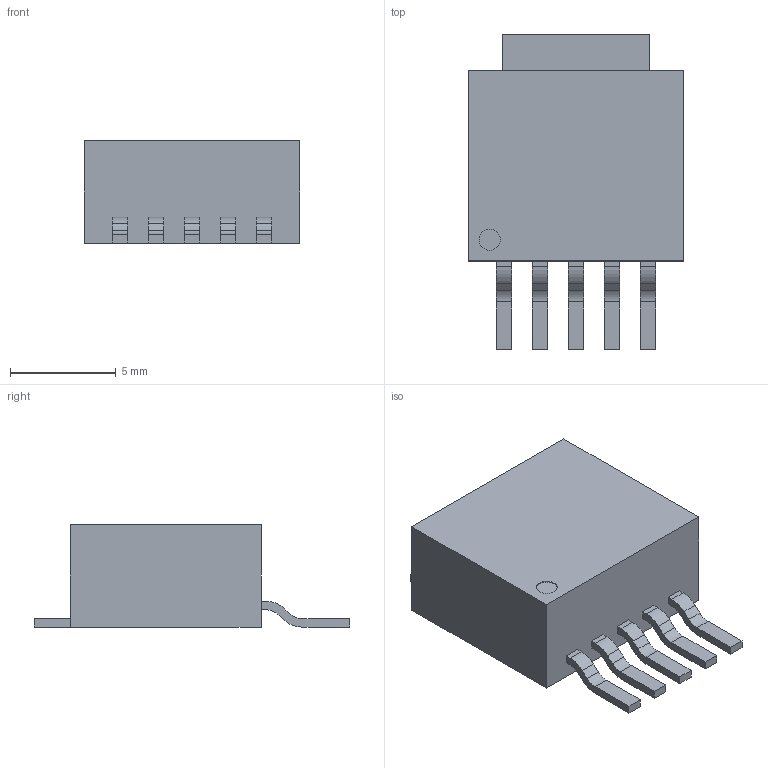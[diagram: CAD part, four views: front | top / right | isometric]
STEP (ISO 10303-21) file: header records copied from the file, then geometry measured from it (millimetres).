
FILE_DESCRIPTION (( 'STEP AP214' ), '1' );
FILE_NAME ( 'DPAK6P170_1491X482L226X75T711X698.STEP', '2019-08-12T08:56:40', ( '' ), ( '' ), 'Part was generated with the free Library Expert Lite available at www.PCBLibraries.com. Removing line will violate the End User License Agreement.', '©2017 PCB Libraries, Inc.', '' );
FILE_SCHEMA (( 'AUTOMOTIVE_DESIGN' ));
Length unit declared in the file: millimetre
Products named in the file (1): DPAK6P170_1491X482L226X75T711X698
Bounding box: 10.16 x 14.91 x 4.83 mm (x, y, z)
Volume: 453.5 mm3; surface area: 537.4 mm2
Topology: 7 solids, 7 shells, 89 faces, 222 edges, 148 vertices
Faces by surface type: plane 67, cylinder 22
Entity records: 2994 total; most frequent: CARTESIAN_POINT 460, DIRECTION 446, ORIENTED_EDGE 444, EDGE_CURVE 222, VECTOR 178, LINE 178, VERTEX_POINT 148, AXIS2_PLACEMENT_3D 134
